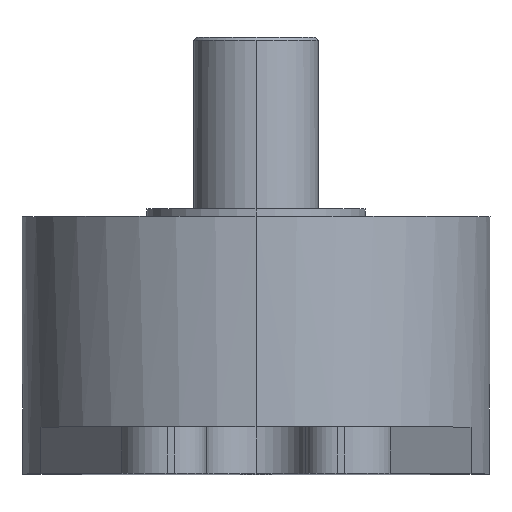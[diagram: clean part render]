
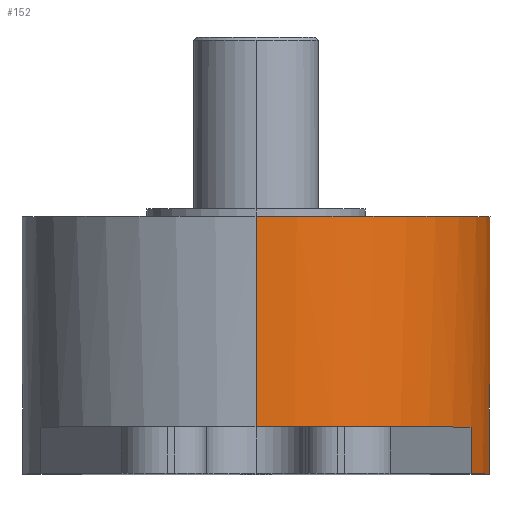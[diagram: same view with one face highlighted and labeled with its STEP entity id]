
A CAD part, top view. The second image highlights one B-rep face of the part: STEP entity #152.
In plain terms, the highlighted cylindrical face has radius 7.5 mm (diameter 15 mm), a partial arc.
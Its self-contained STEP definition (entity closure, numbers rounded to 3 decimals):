
#2 = FACE_OUTER_BOUND ( 'NONE', #1982, .T. ) ;
#42 = ORIENTED_EDGE ( 'NONE', *, *, #386, .F. ) ;
#80 = DIRECTION ( 'NONE',  ( 0., -1., 0. ) ) ;
#92 = CIRCLE ( 'NONE', #1626, 7.5 ) ;
#143 = VERTEX_POINT ( 'NONE', #190 ) ;
#152 = ADVANCED_FACE ( 'NONE', ( #2 ), #1547, .T. ) ;
#190 = CARTESIAN_POINT ( 'NONE',  ( 0., 1.25, 7.5 ) ) ;
#199 = LINE ( 'NONE', #948, #2191 ) ;
#218 = CARTESIAN_POINT ( 'NONE',  ( 0., -5.5, 7.5 ) ) ;
#270 = CARTESIAN_POINT ( 'NONE',  ( 0., -7., 0. ) ) ;
#283 = AXIS2_PLACEMENT_3D ( 'NONE', #270, #80, #422 ) ;
#308 = DIRECTION ( 'NONE',  ( 0., 0., 1. ) ) ;
#310 = ORIENTED_EDGE ( 'NONE', *, *, #2488, .T. ) ;
#386 = EDGE_CURVE ( 'NONE', #1755, #2438, #1679, .T. ) ;
#390 = DIRECTION ( 'NONE',  ( 0., -1., 0. ) ) ;
#420 = DIRECTION ( 'NONE',  ( 0., -1., 0. ) ) ;
#422 = DIRECTION ( 'NONE',  ( 0., 0., -1. ) ) ;
#475 = LINE ( 'NONE', #1956, #1485 ) ;
#566 = VERTEX_POINT ( 'NONE', #218 ) ;
#589 = DIRECTION ( 'NONE',  ( 0., 0., -1. ) ) ;
#680 = CARTESIAN_POINT ( 'NONE',  ( 0., -5.5, -7.5 ) ) ;
#686 = DIRECTION ( 'NONE',  ( 0., 1., 0. ) ) ;
#693 = ORIENTED_EDGE ( 'NONE', *, *, #715, .F. ) ;
#715 = EDGE_CURVE ( 'NONE', #1839, #1550, #475, .T. ) ;
#755 = AXIS2_PLACEMENT_3D ( 'NONE', #809, #1385, #589 ) ;
#809 = CARTESIAN_POINT ( 'NONE',  ( 0., -5.5, 0. ) ) ;
#846 = VECTOR ( 'NONE', #1114, 1000. ) ;
#884 = CARTESIAN_POINT ( 'NONE',  ( 0., -5.5, 0. ) ) ;
#948 = CARTESIAN_POINT ( 'NONE',  ( 6.891, -5.5, 2.96 ) ) ;
#1005 = EDGE_CURVE ( 'NONE', #1550, #1996, #1368, .T. ) ;
#1006 = CARTESIAN_POINT ( 'NONE',  ( 6.891, -7., -2.96 ) ) ;
#1090 = ORIENTED_EDGE ( 'NONE', *, *, #2326, .T. ) ;
#1114 = DIRECTION ( 'NONE',  ( 0., -1., 0. ) ) ;
#1152 = ORIENTED_EDGE ( 'NONE', *, *, #1650, .F. ) ;
#1173 = CARTESIAN_POINT ( 'NONE',  ( 0., 1.25, -7.5 ) ) ;
#1177 = CIRCLE ( 'NONE', #1833, 7.5 ) ;
#1251 = CARTESIAN_POINT ( 'NONE',  ( 0., -5.5, 7.5 ) ) ;
#1276 = DIRECTION ( 'NONE',  ( 0., 1., 0. ) ) ;
#1292 = CARTESIAN_POINT ( 'NONE',  ( 6.891, -5.5, -2.96 ) ) ;
#1309 = ORIENTED_EDGE ( 'NONE', *, *, #1005, .F. ) ;
#1360 = EDGE_CURVE ( 'NONE', #1839, #2438, #1177, .T. ) ;
#1361 = DIRECTION ( 'NONE',  ( 0., 1., 0. ) ) ;
#1368 = CIRCLE ( 'NONE', #283, 7.5 ) ;
#1385 = DIRECTION ( 'NONE',  ( 0., -1., 0. ) ) ;
#1390 = DIRECTION ( 'NONE',  ( 0., -1., 0. ) ) ;
#1398 = CARTESIAN_POINT ( 'NONE',  ( 6.891, -5.5, 2.96 ) ) ;
#1478 = ORIENTED_EDGE ( 'NONE', *, *, #1801, .T. ) ;
#1485 = VECTOR ( 'NONE', #1390, 1000. ) ;
#1494 = CIRCLE ( 'NONE', #1902, 7.5 ) ;
#1515 = VERTEX_POINT ( 'NONE', #1398 ) ;
#1547 = CYLINDRICAL_SURFACE ( 'NONE', #755, 7.5 ) ;
#1550 = VERTEX_POINT ( 'NONE', #1006 ) ;
#1626 = AXIS2_PLACEMENT_3D ( 'NONE', #884, #1276, #308 ) ;
#1650 = EDGE_CURVE ( 'NONE', #143, #1755, #1494, .T. ) ;
#1673 = CARTESIAN_POINT ( 'NONE',  ( 6.891, -7., 2.96 ) ) ;
#1679 = LINE ( 'NONE', #2444, #846 ) ;
#1730 = DIRECTION ( 'NONE',  ( 0., 0., 1. ) ) ;
#1755 = VERTEX_POINT ( 'NONE', #1173 ) ;
#1801 = EDGE_CURVE ( 'NONE', #566, #1515, #92, .T. ) ;
#1833 = AXIS2_PLACEMENT_3D ( 'NONE', #1926, #1361, #1730 ) ;
#1839 = VERTEX_POINT ( 'NONE', #1292 ) ;
#1854 = CARTESIAN_POINT ( 'NONE',  ( 0., 1.25, 0. ) ) ;
#1902 = AXIS2_PLACEMENT_3D ( 'NONE', #1854, #686, #2046 ) ;
#1926 = CARTESIAN_POINT ( 'NONE',  ( 0., -5.5, 0. ) ) ;
#1956 = CARTESIAN_POINT ( 'NONE',  ( 6.891, -5.5, -2.96 ) ) ;
#1982 = EDGE_LOOP ( 'NONE', ( #1152, #310, #1478, #1090, #1309, #693, #2168, #42 ) ) ;
#1996 = VERTEX_POINT ( 'NONE', #1673 ) ;
#2046 = DIRECTION ( 'NONE',  ( 0., 0., 1. ) ) ;
#2145 = VECTOR ( 'NONE', #420, 1000. ) ;
#2168 = ORIENTED_EDGE ( 'NONE', *, *, #1360, .T. ) ;
#2179 = LINE ( 'NONE', #1251, #2145 ) ;
#2191 = VECTOR ( 'NONE', #390, 1000. ) ;
#2326 = EDGE_CURVE ( 'NONE', #1515, #1996, #199, .T. ) ;
#2438 = VERTEX_POINT ( 'NONE', #680 ) ;
#2444 = CARTESIAN_POINT ( 'NONE',  ( 0., -5.5, -7.5 ) ) ;
#2488 = EDGE_CURVE ( 'NONE', #143, #566, #2179, .T. ) ;
